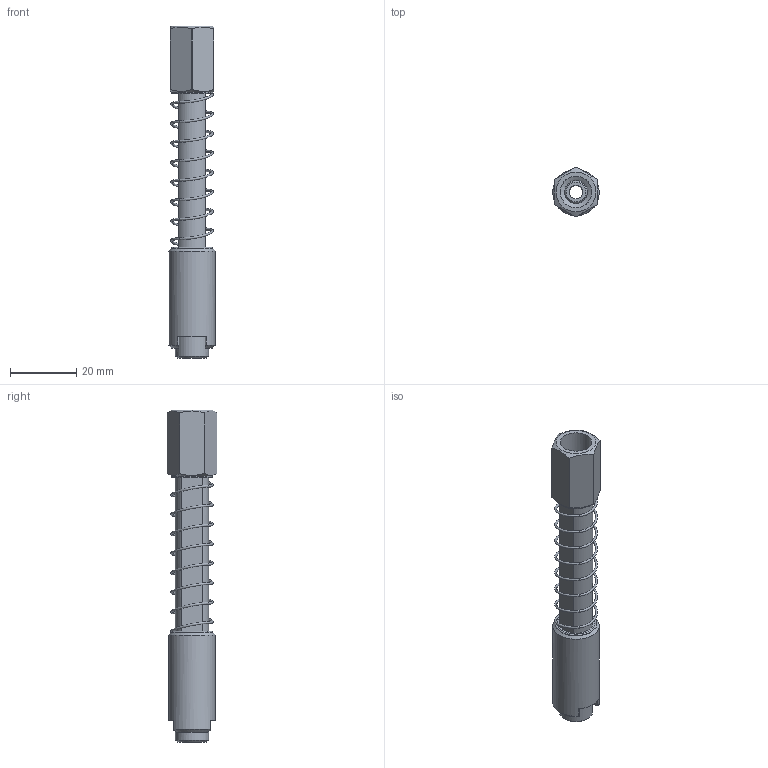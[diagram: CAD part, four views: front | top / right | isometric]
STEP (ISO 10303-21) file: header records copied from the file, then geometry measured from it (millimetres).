
FILE_DESCRIPTION(('STEP AP214'),'1');
FILE_NAME('Level.Compensator.Smooth.Body.(Non-rotative).14.G1-8.S38_LC.14.38.STEP.stp','2018-09-17T10:46:39',(' '),(' '),'Spatial InterOp 3D',' ',' ');
FILE_SCHEMA(('AUTOMOTIVE_DESIGN { 1 0 10303 214 1 1 1 1 }'));
Length unit declared in the file: millimetre
Products named in the file (5): Level.Compensator.Smooth.Body.(Non-rotative).14.G1-8.S38_LC.14.38.STEP
Assembly tree (4 placements, depth 2):
  Level.Compensator.Smooth.Body.(Non-rotative).14.G1-8.S38_LC.14.38.STEP
    Level.Compensator.Smooth.Body.(Non-rotative).14.G1-8.S38_LC.14.38.STEP
    Level.Compensator.Smooth.Body.(Non-rotative).14.G1-8.S38_LC.14.38.STEP
    Level.Compensator.Smooth.Body.(Non-rotative).14.G1-8.S38_LC.14.38.STEP
    Level.Compensator.Smooth.Body.(Non-rotative).14.G1-8.S38_LC.14.38.STEP
Bounding box: 14 x 15 x 100 mm (x, y, z)
Volume: 8690.3 mm3; surface area: 8427.9 mm2
Topology: 11 solids, 11 shells, 88 faces, 196 edges, 129 vertices
Faces by surface type: plane 41, cylinder 20, torus 18, cone 9
Full cylindrical faces by diameter (mm): 4 x1, 4.2 x1, 6.2 x1, 6.5 x1, 7 x1, 9.5 x2, 10 x2, 14 x1
Entity records: 3168 total; most frequent: CARTESIAN_POINT 628, DIRECTION 382, ORIENTED_EDGE 286, AXIS2_PLACEMENT_3D 171, EDGE_CURVE 143, EDGE_LOOP 132, FACE_OUTER_BOUND 116, VERTEX_POINT 111
